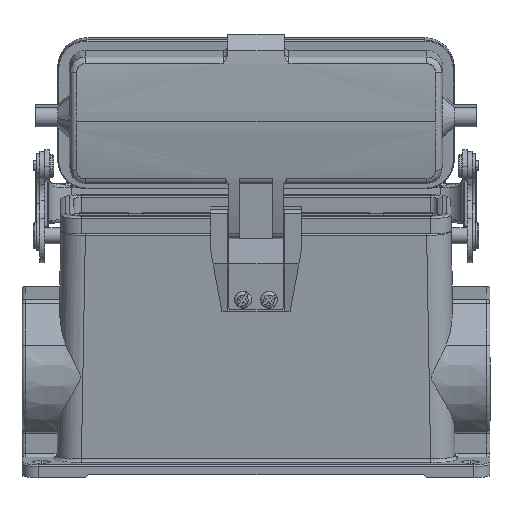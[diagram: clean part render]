
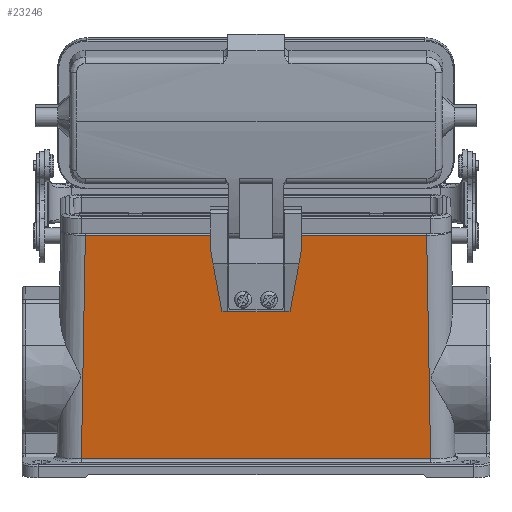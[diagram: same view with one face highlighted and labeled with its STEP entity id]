
A CAD part, front view. The second image highlights one B-rep face of the part: STEP entity #23246.
In plain terms, the highlighted planar face has unit normal (0, -0.989, -0.147).
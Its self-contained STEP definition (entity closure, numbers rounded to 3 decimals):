
#623=CARTESIAN_POINT('',(-53.745,-11.575,
-50.86));
#678=DIRECTION('',(0.017,0.147,-0.989));
#679=VECTOR('',#678,69.547);
#680=CARTESIAN_POINT('',(52.488,-21.826,17.917));
#681=LINE('',#680,#679);
#682=DIRECTION('',(0.017,-0.147,0.989));
#683=VECTOR('',#682,69.547);
#684=CARTESIAN_POINT('',(-53.745,-11.575,
-50.86));
#685=LINE('',#684,#683);
#686=DIRECTION('',(0.172,-0.145,0.974));
#687=VECTOR('',#686,1.221);
#688=CARTESIAN_POINT('',(10.58,-18.718,-2.935));
#689=LINE('',#688,#687);
#690=DIRECTION('',(0.707,-0.104,0.699));
#691=VECTOR('',#690,0.707);
#692=CARTESIAN_POINT('',(1.979,-20.844,11.33));
#693=LINE('',#692,#691);
#694=DIRECTION('',(0.707,0.104,-0.699));
#695=VECTOR('',#694,0.707);
#696=CARTESIAN_POINT('',(-2.521,-20.918,11.824));
#697=LINE('',#696,#695);
#698=DIRECTION('',(0.172,0.145,-0.974));
#699=VECTOR('',#698,1.221);
#700=CARTESIAN_POINT('',(-10.833,-18.895,
-1.745));
#701=LINE('',#700,#699);
#702=DIRECTION('',(1.,0.,0.));
#703=VECTOR('',#702,107.447);
#704=CARTESIAN_POINT('',(-53.745,-11.575,
-50.86));
#705=LINE('',#704,#703);
#759=DIRECTION('',(-1.,0.,0.));
#760=VECTOR('',#759,105.019);
#761=CARTESIAN_POINT('',(52.488,-21.826,17.917));
#762=LINE('',#761,#760);
#2236=DIRECTION('',(-1.,0.,0.));
#2237=VECTOR('',#2236,21.203);
#2238=CARTESIAN_POINT('',(10.58,-18.718,
-2.935));
#2239=LINE('',#2238,#2237);
#2244=DIRECTION('',(0.749,-0.098,0.655));
#2245=VECTOR('',#2244,6.573);
#2246=CARTESIAN_POINT('',(-10.833,-18.895,
-1.745));
#2247=LINE('',#2246,#2245);
#2252=CARTESIAN_POINT('',(-5.909,-19.537,
2.561));
#2253=CARTESIAN_POINT('',(-5.37,-19.607,
3.032));
#2254=CARTESIAN_POINT('',(-4.741,-19.642,
3.268));
#2255=CARTESIAN_POINT('',(-4.021,-19.642,
3.268));
#2261=DIRECTION('',(1.,0.,0.));
#2262=VECTOR('',#2261,2.);
#2263=CARTESIAN_POINT('',(-4.021,-19.642,
3.268));
#2264=LINE('',#2263,#2262);
#2269=DIRECTION('',(0.,-0.147,0.989));
#2270=VECTOR('',#2269,8.151);
#2271=CARTESIAN_POINT('',(-2.021,-19.642,
3.268));
#2272=LINE('',#2271,#2270);
#2281=DIRECTION('',(0.,-0.147,0.989));
#2282=VECTOR('',#2281,4.501);
#2283=CARTESIAN_POINT('',(-2.521,-20.918,
11.824));
#2284=LINE('',#2283,#2282);
#2289=DIRECTION('',(1.,0.,0.));
#2290=VECTOR('',#2289,5.);
#2291=CARTESIAN_POINT('',(-2.521,-21.581,
16.276));
#2292=LINE('',#2291,#2290);
#2297=DIRECTION('',(0.,0.147,-0.989));
#2298=VECTOR('',#2297,4.501);
#2299=CARTESIAN_POINT('',(2.479,-21.581,16.276));
#2300=LINE('',#2299,#2298);
#2309=DIRECTION('',(0.,0.147,-0.989));
#2310=VECTOR('',#2309,8.151);
#2311=CARTESIAN_POINT('',(1.979,-20.844,11.33));
#2312=LINE('',#2311,#2310);
#2317=DIRECTION('',(1.,0.,0.));
#2318=VECTOR('',#2317,2.);
#2319=CARTESIAN_POINT('',(1.979,-19.642,3.268));
#2320=LINE('',#2319,#2318);
#2325=CARTESIAN_POINT('',(3.979,-19.642,3.268));
#2326=CARTESIAN_POINT('',(4.698,-19.642,3.268));
#2327=CARTESIAN_POINT('',(5.327,-19.607,3.032));
#2328=CARTESIAN_POINT('',(5.866,-19.537,2.561));
#2334=DIRECTION('',(0.749,0.098,-0.655));
#2335=VECTOR('',#2334,6.573);
#2336=CARTESIAN_POINT('',(5.866,-19.537,2.561));
#2337=LINE('',#2336,#2335);
#19241=VERTEX_POINT('',#623);
#19245=CARTESIAN_POINT('',(52.488,-21.826,
17.917));
#19246=CARTESIAN_POINT('',(53.702,-11.575,
-50.86));
#19247=VERTEX_POINT('',#19245);
#19248=VERTEX_POINT('',#19246);
#19249=CARTESIAN_POINT('',(-52.531,-21.826,
17.917));
#19250=VERTEX_POINT('',#19249);
#19251=CARTESIAN_POINT('',(10.58,-18.718,
-2.935));
#19252=CARTESIAN_POINT('',(10.791,-18.895,
-1.745));
#19253=VERTEX_POINT('',#19251);
#19254=VERTEX_POINT('',#19252);
#19255=VERTEX_POINT('',#2325);
#19256=VERTEX_POINT('',#2328);
#19257=CARTESIAN_POINT('',(1.979,-19.642,
3.268));
#19258=VERTEX_POINT('',#19257);
#19259=CARTESIAN_POINT('',(1.979,-20.844,
11.33));
#19260=CARTESIAN_POINT('',(2.479,-20.918,
11.824));
#19261=VERTEX_POINT('',#19259);
#19262=VERTEX_POINT('',#19260);
#19263=CARTESIAN_POINT('',(-2.521,-21.581,
16.276));
#19264=CARTESIAN_POINT('',(2.479,-21.581,
16.276));
#19265=VERTEX_POINT('',#19263);
#19266=VERTEX_POINT('',#19264);
#19267=CARTESIAN_POINT('',(-2.521,-20.918,
11.824));
#19268=CARTESIAN_POINT('',(-2.021,-20.844,
11.33));
#19269=VERTEX_POINT('',#19267);
#19270=VERTEX_POINT('',#19268);
#19271=CARTESIAN_POINT('',(-4.021,-19.642,
3.268));
#19272=CARTESIAN_POINT('',(-2.021,-19.642,
3.268));
#19273=VERTEX_POINT('',#19271);
#19274=VERTEX_POINT('',#19272);
#19275=CARTESIAN_POINT('',(-10.833,-18.895,
-1.745));
#19276=CARTESIAN_POINT('',(-10.623,-18.718,
-2.935));
#19277=VERTEX_POINT('',#19275);
#19278=VERTEX_POINT('',#19276);
#19815=CARTESIAN_POINT('',(-5.909,-19.537,
2.561));
#19816=VERTEX_POINT('',#19815);
#23199=CARTESIAN_POINT('',(-0.021,-16.701,
-16.472));
#23200=DIRECTION('',(0.,0.989,0.147));
#23201=DIRECTION('',(0.,0.147,-0.989));
#23202=AXIS2_PLACEMENT_3D('',#23199,#23200,#23201);
#23203=PLANE('',#23202);
#23204=ORIENTED_EDGE('',*,*,#23046,.T.);
#23206=ORIENTED_EDGE('',*,*,#23205,.F.);
#23207=ORIENTED_EDGE('',*,*,#23181,.T.);
#23209=ORIENTED_EDGE('',*,*,#23208,.F.);
#23210=EDGE_LOOP('',(#23204,#23206,#23207,#23209));
#23211=FACE_OUTER_BOUND('',#23210,.F.);
#23213=ORIENTED_EDGE('',*,*,#23212,.F.);
#23215=ORIENTED_EDGE('',*,*,#23214,.T.);
#23217=ORIENTED_EDGE('',*,*,#23216,.F.);
#23219=ORIENTED_EDGE('',*,*,#23218,.F.);
#23221=ORIENTED_EDGE('',*,*,#23220,.F.);
#23223=ORIENTED_EDGE('',*,*,#23222,.F.);
#23225=ORIENTED_EDGE('',*,*,#23224,.T.);
#23227=ORIENTED_EDGE('',*,*,#23226,.F.);
#23229=ORIENTED_EDGE('',*,*,#23228,.F.);
#23231=ORIENTED_EDGE('',*,*,#23230,.F.);
#23233=ORIENTED_EDGE('',*,*,#23232,.T.);
#23235=ORIENTED_EDGE('',*,*,#23234,.F.);
#23237=ORIENTED_EDGE('',*,*,#23236,.F.);
#23239=ORIENTED_EDGE('',*,*,#23238,.F.);
#23241=ORIENTED_EDGE('',*,*,#23240,.F.);
#23243=ORIENTED_EDGE('',*,*,#23242,.T.);
#23244=EDGE_LOOP('',(#23213,#23215,#23217,#23219,#23221,#23223,#23225,#23227,
#23229,#23231,#23233,#23235,#23237,#23239,#23241,#23243));
#23245=FACE_BOUND('',#23244,.F.);
#2256=B_SPLINE_CURVE_WITH_KNOTS('',3,(#2252,#2253,#2254,#2255),.UNSPECIFIED.,
.F.,.F.,(4,4),(0.,1.),.UNSPECIFIED.);
#2329=B_SPLINE_CURVE_WITH_KNOTS('',3,(#2325,#2326,#2327,#2328),.UNSPECIFIED.,
.F.,.F.,(4,4),(0.,1.),.UNSPECIFIED.);
#23046=EDGE_CURVE('',#19247,#19248,#681,.T.);
#23181=EDGE_CURVE('',#19241,#19250,#685,.T.);
#23205=EDGE_CURVE('',#19241,#19248,#705,.T.);
#23208=EDGE_CURVE('',#19247,#19250,#762,.T.);
#23212=EDGE_CURVE('',#19253,#19278,#2239,.T.);
#23214=EDGE_CURVE('',#19253,#19254,#689,.T.);
#23216=EDGE_CURVE('',#19256,#19254,#2337,.T.);
#23218=EDGE_CURVE('',#19255,#19256,#2329,.T.);
#23220=EDGE_CURVE('',#19258,#19255,#2320,.T.);
#23222=EDGE_CURVE('',#19261,#19258,#2312,.T.);
#23224=EDGE_CURVE('',#19261,#19262,#693,.T.);
#23226=EDGE_CURVE('',#19266,#19262,#2300,.T.);
#23228=EDGE_CURVE('',#19265,#19266,#2292,.T.);
#23230=EDGE_CURVE('',#19269,#19265,#2284,.T.);
#23232=EDGE_CURVE('',#19269,#19270,#697,.T.);
#23234=EDGE_CURVE('',#19274,#19270,#2272,.T.);
#23236=EDGE_CURVE('',#19273,#19274,#2264,.T.);
#23238=EDGE_CURVE('',#19816,#19273,#2256,.T.);
#23240=EDGE_CURVE('',#19277,#19816,#2247,.T.);
#23242=EDGE_CURVE('',#19277,#19278,#701,.T.);
#23246=ADVANCED_FACE('',(#23211,#23245),#23203,.F.);
